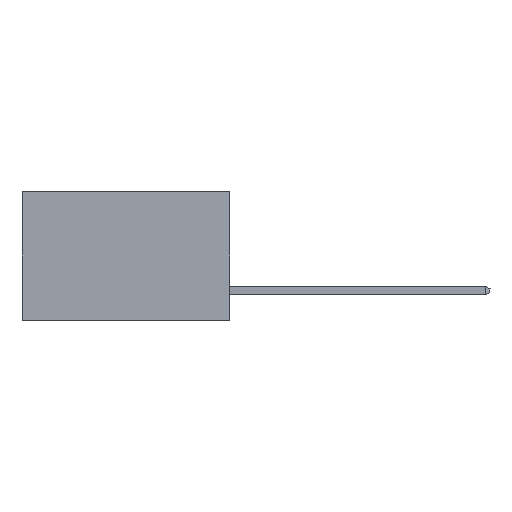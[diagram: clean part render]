
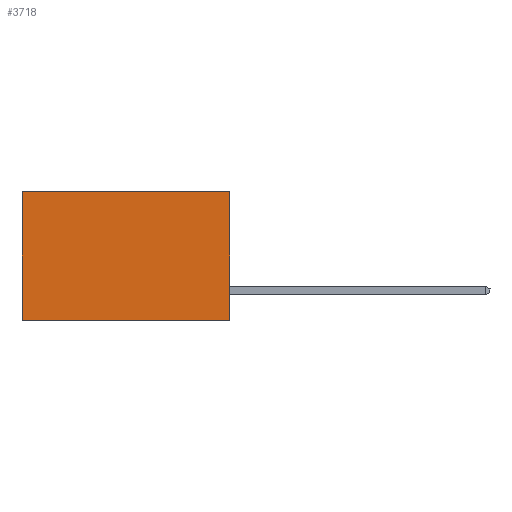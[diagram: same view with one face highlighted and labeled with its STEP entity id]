
A CAD part, left-side view. The second image highlights one B-rep face of the part: STEP entity #3718.
In plain terms, the highlighted planar face has unit normal (-1, 0, 0).
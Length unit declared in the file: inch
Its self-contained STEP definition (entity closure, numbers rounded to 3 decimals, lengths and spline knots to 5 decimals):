
#150 = EDGE_CURVE ( 'NONE', #8783, #2351, #4274, .T. ) ;
#175 = EDGE_CURVE ( 'NONE', #7564, #8783, #7751, .T. ) ;
#563 = VECTOR ( 'NONE', #8779, 39.37008 ) ;
#955 = CARTESIAN_POINT ( 'NONE',  ( 0.298, 0., 0. ) ) ;
#1405 = ORIENTED_EDGE ( 'NONE', *, *, #175, .F. ) ;
#2125 = CARTESIAN_POINT ( 'NONE',  ( 0.298, 0., -0.37 ) ) ;
#2126 = PLANE ( 'NONE',  #4398 ) ;
#2144 = VERTEX_POINT ( 'NONE', #2655 ) ;
#2248 = VECTOR ( 'NONE', #7806, 39.37008 ) ;
#2351 = VERTEX_POINT ( 'NONE', #3582 ) ;
#2410 = ORIENTED_EDGE ( 'NONE', *, *, #7724, .T. ) ;
#2419 = ORIENTED_EDGE ( 'NONE', *, *, #150, .F. ) ;
#2526 = CARTESIAN_POINT ( 'NONE',  ( 0.298, 0.6, 0. ) ) ;
#2655 = CARTESIAN_POINT ( 'NONE',  ( 0.298, 0.6, 0. ) ) ;
#3044 = ORIENTED_EDGE ( 'NONE', *, *, #9341, .T. ) ;
#3582 = CARTESIAN_POINT ( 'NONE',  ( 0.298, 0.6, -0.37 ) ) ;
#3603 = CARTESIAN_POINT ( 'NONE',  ( 0.298, 0., 0. ) ) ;
#3611 = FACE_OUTER_BOUND ( 'NONE', #3857, .T. ) ;
#3718 = ADVANCED_FACE ( 'NONE', ( #3611 ), #2126, .F. ) ;
#3857 = EDGE_LOOP ( 'NONE', ( #3044, #2419, #1405, #2410 ) ) ;
#4115 = DIRECTION ( 'NONE',  ( 0., 0., -1. ) ) ;
#4274 = LINE ( 'NONE', #2125, #2248 ) ;
#4398 = AXIS2_PLACEMENT_3D ( 'NONE', #4886, #8533, #8513 ) ;
#4859 = LINE ( 'NONE', #2526, #563 ) ;
#4886 = CARTESIAN_POINT ( 'NONE',  ( 0.298, 0., 0. ) ) ;
#5440 = LINE ( 'NONE', #3603, #8936 ) ;
#5989 = CARTESIAN_POINT ( 'NONE',  ( 0.298, 0., 0. ) ) ;
#7227 = CARTESIAN_POINT ( 'NONE',  ( 0.298, 0., -0.37 ) ) ;
#7564 = VERTEX_POINT ( 'NONE', #955 ) ;
#7724 = EDGE_CURVE ( 'NONE', #7564, #2144, #5440, .T. ) ;
#7751 = LINE ( 'NONE', #5989, #9040 ) ;
#7806 = DIRECTION ( 'NONE',  ( 0., 1., 0. ) ) ;
#8478 = DIRECTION ( 'NONE',  ( 0., 1., 0. ) ) ;
#8513 = DIRECTION ( 'NONE',  ( 0., 0., -1. ) ) ;
#8533 = DIRECTION ( 'NONE',  ( 1., 0., 0. ) ) ;
#8779 = DIRECTION ( 'NONE',  ( 0., 0., -1. ) ) ;
#8783 = VERTEX_POINT ( 'NONE', #7227 ) ;
#8936 = VECTOR ( 'NONE', #8478, 39.37008 ) ;
#9040 = VECTOR ( 'NONE', #4115, 39.37008 ) ;
#9341 = EDGE_CURVE ( 'NONE', #2144, #2351, #4859, .T. ) ;
